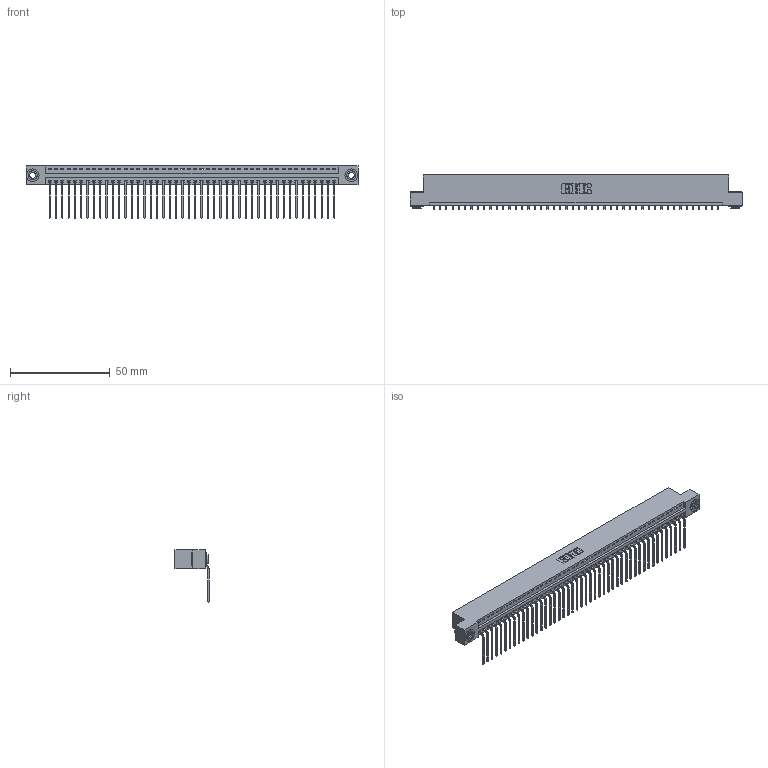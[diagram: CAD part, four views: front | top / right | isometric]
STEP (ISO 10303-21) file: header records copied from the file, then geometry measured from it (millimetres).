
FILE_DESCRIPTION (( 'STEP AP203' ), '1' );
FILE_NAME ('346-046-559-103.STEP', '2018-08-25T06:43:05', ( '' ), ( '' ), 'SwSTEP 2.0', 'SolidWorks 2016', '' );
FILE_SCHEMA (( 'CONFIG_CONTROL_DESIGN' ));
Length unit declared in the file: inch
Products named in the file (4): 345-250-002_345-250-002-102; 346-046-559-103; 346 Part_Flush Mounting Lugs - 0.156 Dia-TH; 345-292-001_558 559 Tail - 1
Assembly tree (49 placements, depth 2):
  346-046-559-103
    346 Part_Flush Mounting Lugs - 0.156 Dia-TH
    345-292-001_558 559 Tail - 1  x46
    345-250-002_345-250-002-102  x2
Bounding box: 166.62 x 17.08 x 26.16 mm (x, y, z)
Volume: 16149.8 mm3; surface area: 21361.9 mm2
Topology: 49 solids, 49 shells, 2920 faces, 8777 edges, 5786 vertices
Faces by surface type: plane 2018, cylinder 894, cone 8
Entity records: 28744 total; most frequent: CARTESIAN_POINT 4905, ORIENTED_EDGE 4878, DIRECTION 4353, EDGE_CURVE 2439, VECTOR 2099, LINE 2099, VERTEX_POINT 1622, AXIS2_PLACEMENT_3D 1127
